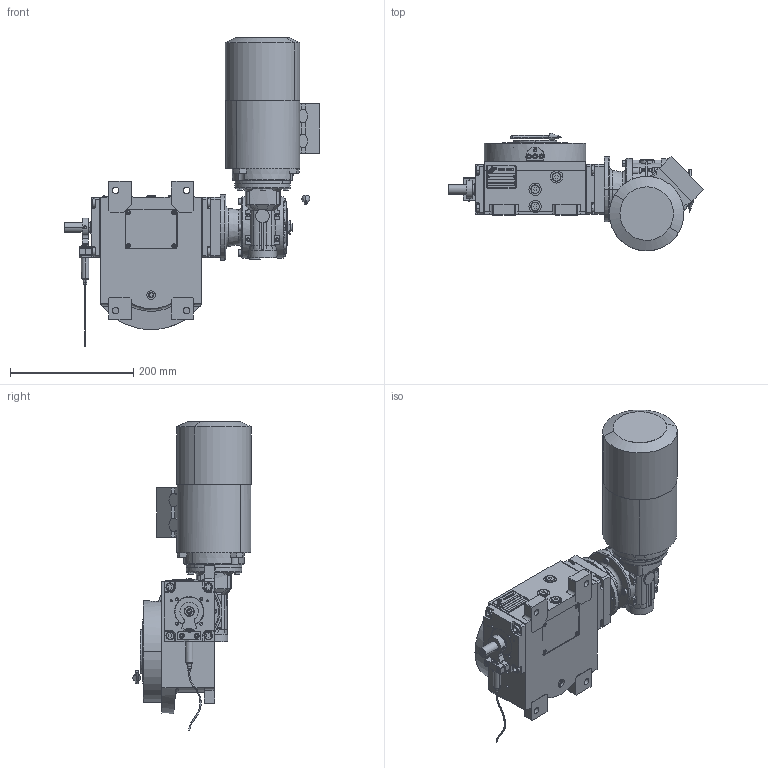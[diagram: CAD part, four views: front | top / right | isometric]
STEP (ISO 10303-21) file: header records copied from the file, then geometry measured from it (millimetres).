
FILE_DESCRIPTION (( 'STEP AP203' ), '1' );
FILE_NAME ('PC5201963.step', '2026-03-23T14:25:35', ( '' ), ( '' ), 'SwSTEP 2.0', 'SolidWorks 2020', '' );
FILE_SCHEMA (( 'CONFIG_CONTROL_DESIGN' ));
Length unit declared in the file: millimetre
Products named in the file (81): cfn2000_01_147; rig04_071_8_m.stp; cfn2205_01_012; CFN2010_02_002.stp; cfn2155_01_055; olio_agip_blasia_150; rig04_004_s_001; cfn2010_01_015.prt; AS_900_38_30_003; freccia_angolare_albero; cfn2128_04_011; RIG04_005_AF0.stp; cfn2070_05_001; cfn2401_01_003; cfn2003_01_063; rig04_015; cfn2115_02_182; cfn2104_01_016; cfn2107_01_001; rig04_007_master; BM63B14; CFN2010_01_006.stp; cfn2276_01_065; RIG04_005_ASM.stp; cfn2155_01_038; AS_rig04_004; cfn2000_01_161; rig04_003_8; cfn2151_01_087; AS_rig04_002_bl_004; RMI40_F1_LCB_DX_63B14; cfn2000_01_129; cfn2128_05_006; CFN2000_01_185.stp; RIG06_021_AF0.stp; cfn2115_02_213; CFN2223_01-390X6-B.stp; AS_rig04_004_s_001; cfn2400_04_003; PC5201963 ...
Assembly tree (75 placements, depth 5):
  cfn2205_01_012
  olio_agip_blasia_150
  rig04_007_master
  CFN2010_01_006.stp
  cfn2276_01_065
Bounding box: 414.63 x 191.99 x 501.06 mm (x, y, z)
Volume: 4701477.8 mm3; surface area: 714207.7 mm2
Topology: 78 solids, 80 shells, 3587 faces, 8974 edges, 5755 vertices
Faces by surface type: plane 1697, cylinder 1200, cone 517, torus 147, bspline 20, sphere 6
Entity records: 122505 total; most frequent: CARTESIAN_POINT 30071, DIRECTION 17852, ORIENTED_EDGE 17238, EDGE_CURVE 8621, AXIS2_PLACEMENT_3D 6495, VERTEX_POINT 5586, VECTOR 4862, LINE 4862
